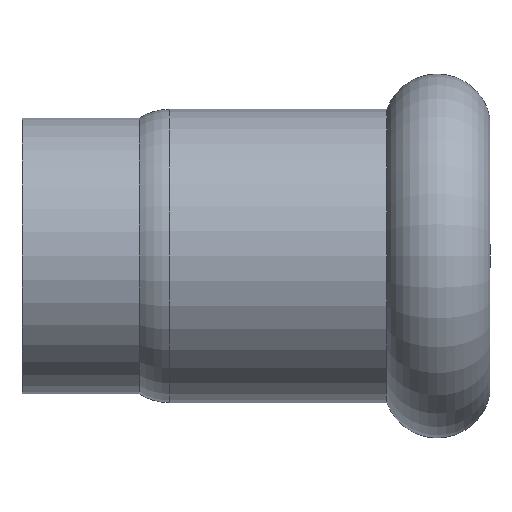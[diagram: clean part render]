
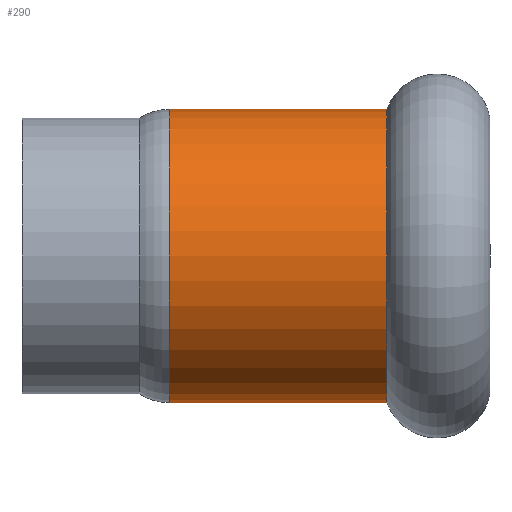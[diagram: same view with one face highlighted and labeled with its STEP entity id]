
A CAD part, front view. The second image highlights one B-rep face of the part: STEP entity #290.
In plain terms, the highlighted cylindrical face has radius 9.15 mm (diameter 18.3 mm), a full revolution.
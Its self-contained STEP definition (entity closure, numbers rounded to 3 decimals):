
#22=LINE('',#560,#29);
#29=VECTOR('',#462,9.15);
#36=CYLINDRICAL_SURFACE('',#358,9.15);
#47=FACE_OUTER_BOUND('',#61,.T.);
#61=EDGE_LOOP('',(#245,#246,#247,#248,#249,#250,#251,#252));
#65=CIRCLE('',#315,9.15);
#66=CIRCLE('',#316,9.15);
#71=CIRCLE('',#321,9.15);
#96=CIRCLE('',#354,9.15);
#97=CIRCLE('',#355,9.15);
#98=CIRCLE('',#356,9.15);
#104=VERTEX_POINT('',#481);
#105=VERTEX_POINT('',#482);
#106=VERTEX_POINT('',#484);
#132=VERTEX_POINT('',#552);
#133=VERTEX_POINT('',#553);
#134=VERTEX_POINT('',#555);
#138=EDGE_CURVE('',#104,#105,#65,.T.);
#139=EDGE_CURVE('',#105,#106,#66,.T.);
#144=EDGE_CURVE('',#106,#104,#71,.T.);
#173=EDGE_CURVE('',#132,#133,#96,.T.);
#174=EDGE_CURVE('',#134,#132,#97,.T.);
#175=EDGE_CURVE('',#133,#134,#98,.T.);
#177=EDGE_CURVE('',#105,#134,#22,.T.);
#245=ORIENTED_EDGE('',*,*,#138,.F.);
#246=ORIENTED_EDGE('',*,*,#144,.F.);
#247=ORIENTED_EDGE('',*,*,#139,.F.);
#248=ORIENTED_EDGE('',*,*,#177,.T.);
#249=ORIENTED_EDGE('',*,*,#174,.T.);
#250=ORIENTED_EDGE('',*,*,#173,.T.);
#251=ORIENTED_EDGE('',*,*,#175,.T.);
#252=ORIENTED_EDGE('',*,*,#177,.F.);
#290=ADVANCED_FACE('',(#47),#36,.T.);
#315=AXIS2_PLACEMENT_3D('',#483,#370,#371);
#316=AXIS2_PLACEMENT_3D('',#485,#372,#373);
#321=AXIS2_PLACEMENT_3D('',#493,#382,#383);
#354=AXIS2_PLACEMENT_3D('',#554,#452,#453);
#355=AXIS2_PLACEMENT_3D('',#556,#454,#455);
#356=AXIS2_PLACEMENT_3D('',#557,#456,#457);
#358=AXIS2_PLACEMENT_3D('',#559,#460,#461);
#370=DIRECTION('center_axis',(1.,0.,0.));
#371=DIRECTION('ref_axis',(0.,1.,0.));
#372=DIRECTION('center_axis',(1.,0.,0.));
#373=DIRECTION('ref_axis',(0.,1.,0.));
#382=DIRECTION('center_axis',(1.,0.,0.));
#383=DIRECTION('ref_axis',(0.,1.,0.));
#452=DIRECTION('center_axis',(1.,0.,0.));
#453=DIRECTION('ref_axis',(0.,1.,0.));
#454=DIRECTION('center_axis',(1.,0.,0.));
#455=DIRECTION('ref_axis',(0.,1.,0.));
#456=DIRECTION('center_axis',(1.,0.,0.));
#457=DIRECTION('ref_axis',(0.,1.,0.));
#460=DIRECTION('center_axis',(1.,0.,0.));
#461=DIRECTION('ref_axis',(0.,1.,0.));
#462=DIRECTION('',(-1.,0.,0.));
#481=CARTESIAN_POINT('',(-6.437,9.15,0.));
#482=CARTESIAN_POINT('',(-6.437,-9.15,0.));
#483=CARTESIAN_POINT('Origin',(-6.437,0.,0.));
#484=CARTESIAN_POINT('',(-6.437,0.,-9.15));
#485=CARTESIAN_POINT('Origin',(-6.437,0.,0.));
#493=CARTESIAN_POINT('Origin',(-6.437,0.,0.));
#552=CARTESIAN_POINT('',(-20.,9.15,0.));
#553=CARTESIAN_POINT('',(-20.,0.,9.15));
#554=CARTESIAN_POINT('Origin',(-20.,0.,0.));
#555=CARTESIAN_POINT('',(-20.,-9.15,0.));
#556=CARTESIAN_POINT('Origin',(-20.,0.,0.));
#557=CARTESIAN_POINT('Origin',(-20.,0.,0.));
#559=CARTESIAN_POINT('Origin',(-13.219,0.,0.));
#560=CARTESIAN_POINT('',(-13.219,-9.15,0.));
